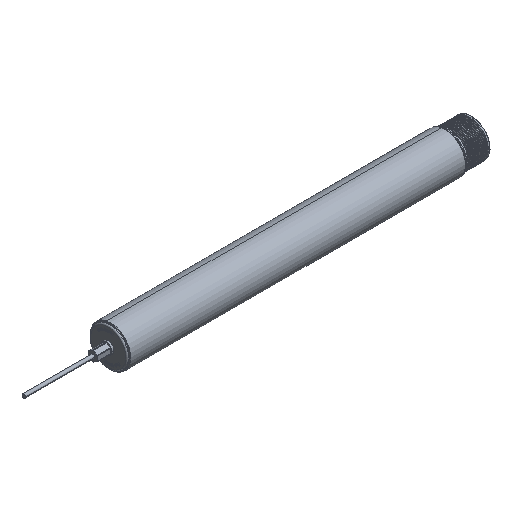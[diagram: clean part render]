
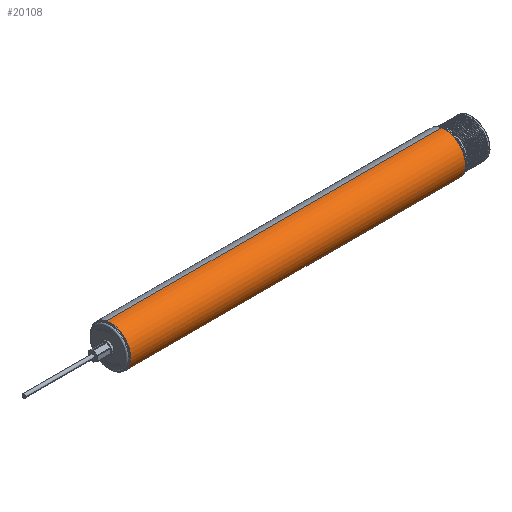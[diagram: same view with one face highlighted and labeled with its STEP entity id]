
A CAD part, isometric view. The second image highlights one B-rep face of the part: STEP entity #20108.
In plain terms, the highlighted cylindrical face has radius 30.25 mm (diameter 60.5 mm), a partial arc.
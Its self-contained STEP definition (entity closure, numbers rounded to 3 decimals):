
#83 = DIRECTION ( 'NONE',  ( 0., 0.182, 0.983 ) ) ;
#128 = VECTOR ( 'NONE', #12568, 1000. ) ;
#160 = CARTESIAN_POINT ( 'NONE',  ( 586.337, 0., 0. ) ) ;
#1567 = ORIENTED_EDGE ( 'NONE', *, *, #1580, .F. ) ;
#1580 = EDGE_CURVE ( 'NONE', #7359, #3967, #14232, .T. ) ;
#1691 = AXIS2_PLACEMENT_3D ( 'NONE', #10601, #17770, #6682 ) ;
#3597 = DIRECTION ( 'NONE',  ( -1., 0., 0. ) ) ;
#3610 = CIRCLE ( 'NONE', #1691, 30.25 ) ;
#3735 = ORIENTED_EDGE ( 'NONE', *, *, #16519, .T. ) ;
#3967 = VERTEX_POINT ( 'NONE', #18990 ) ;
#5011 = VERTEX_POINT ( 'NONE', #22311 ) ;
#5608 = FACE_OUTER_BOUND ( 'NONE', #6450, .T. ) ;
#6450 = EDGE_LOOP ( 'NONE', ( #1567, #3735, #23842, #8696 ) ) ;
#6682 = DIRECTION ( 'NONE',  ( 0., -0.182, -0.983 ) ) ;
#7065 = VERTEX_POINT ( 'NONE', #23777 ) ;
#7359 = VERTEX_POINT ( 'NONE', #17711 ) ;
#8696 = ORIENTED_EDGE ( 'NONE', *, *, #10591, .T. ) ;
#9136 = CIRCLE ( 'NONE', #9942, 30.25 ) ;
#9942 = AXIS2_PLACEMENT_3D ( 'NONE', #13174, #3597, #83 ) ;
#10591 = EDGE_CURVE ( 'R�duction de d�tails1_1+R�duction de d�tails1_4+R�duction de d�tails1_4+R�duction de d�tails1_4', #5011, #3967, #9136, .T. ) ;
#10601 = CARTESIAN_POINT ( 'NONE',  ( 29.3, 0., 0. ) ) ;
#10795 = CARTESIAN_POINT ( 'NONE',  ( 586.337, 5.495, 29.747 ) ) ;
#12210 = LINE ( 'NONE', #20074, #128 ) ;
#12568 = DIRECTION ( 'NONE',  ( 1., 0., 0. ) ) ;
#13174 = CARTESIAN_POINT ( 'NONE',  ( 528.7, 0., 0. ) ) ;
#14232 = LINE ( 'NONE', #10795, #17776 ) ;
#15074 = DIRECTION ( 'NONE',  ( 1., 0., 0. ) ) ;
#15318 = DIRECTION ( 'NONE',  ( 0., -0.182, -0.983 ) ) ;
#15618 = EDGE_CURVE ( 'NONE', #7065, #5011, #12210, .T. ) ;
#16519 = EDGE_CURVE ( 'R�duction de d�tails1_1+R�duction de d�tails1_5+R�duction de d�tails1_5+R�duction de d�tails1_5', #7359, #7065, #3610, .T. ) ;
#16931 = CYLINDRICAL_SURFACE ( 'NONE', #19255, 30.25 ) ;
#17711 = CARTESIAN_POINT ( 'NONE',  ( 29.3, 5.495, 29.747 ) ) ;
#17770 = DIRECTION ( 'NONE',  ( 1., 0., 0. ) ) ;
#17776 = VECTOR ( 'NONE', #21754, 1000. ) ;
#18990 = CARTESIAN_POINT ( 'NONE',  ( 528.7, 5.495, 29.747 ) ) ;
#19255 = AXIS2_PLACEMENT_3D ( 'NONE', #160, #15074, #15318 ) ;
#20074 = CARTESIAN_POINT ( 'NONE',  ( 586.337, -5.495, -29.747 ) ) ;
#20108 = ADVANCED_FACE ( 'R�duction de d�tails1_1', ( #5608 ), #16931, .T. ) ;
#21754 = DIRECTION ( 'NONE',  ( 1., 0., 0. ) ) ;
#22311 = CARTESIAN_POINT ( 'NONE',  ( 528.7, -5.495, -29.747 ) ) ;
#23777 = CARTESIAN_POINT ( 'NONE',  ( 29.3, -5.495, -29.747 ) ) ;
#23842 = ORIENTED_EDGE ( 'NONE', *, *, #15618, .T. ) ;
